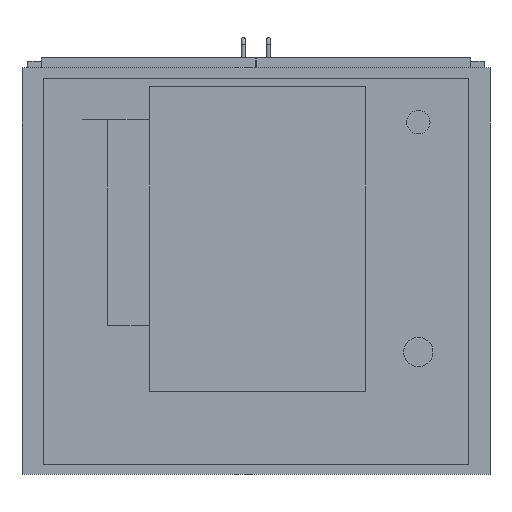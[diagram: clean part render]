
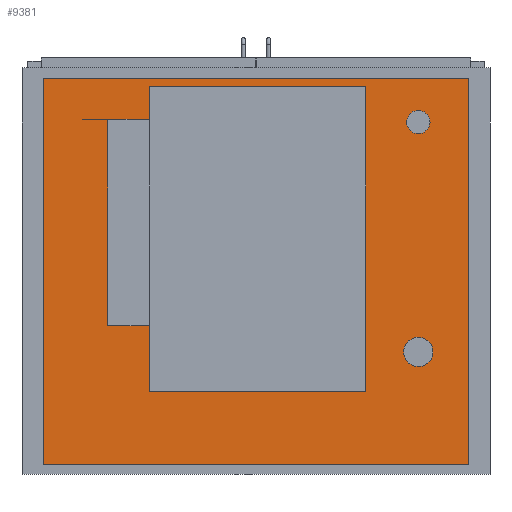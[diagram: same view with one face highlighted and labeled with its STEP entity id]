
A CAD part, front view. The second image highlights one B-rep face of the part: STEP entity #9381.
In plain terms, the highlighted planar face has unit normal (0, -1, 0).
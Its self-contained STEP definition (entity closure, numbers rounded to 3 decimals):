
#145=FACE_BOUND('',#1059,.T.);
#146=FACE_BOUND('',#1060,.T.);
#165=CIRCLE('',#10017,20.);
#167=CIRCLE('',#10021,25.);
#477=FACE_OUTER_BOUND('',#1058,.T.);
#1058=EDGE_LOOP('',(#6305,#6306,#6307,#6308));
#1059=EDGE_LOOP('',(#6309));
#1060=EDGE_LOOP('',(#6310));
#1682=LINE('',#13618,#2834);
#1684=LINE('',#13622,#2836);
#1686=LINE('',#13626,#2838);
#1688=LINE('',#13629,#2840);
#2834=VECTOR('',#10897,10.);
#2836=VECTOR('',#10901,10.);
#2838=VECTOR('',#10905,10.);
#2840=VECTOR('',#10909,10.);
#3948=VERTEX_POINT('',#13544);
#3950=VERTEX_POINT('',#13551);
#3971=VERTEX_POINT('',#13615);
#3972=VERTEX_POINT('',#13617);
#3973=VERTEX_POINT('',#13621);
#3974=VERTEX_POINT('',#13625);
#4853=EDGE_CURVE('',#3948,#3948,#165,.T.);
#4856=EDGE_CURVE('',#3950,#3950,#167,.T.);
#4886=EDGE_CURVE('',#3972,#3971,#1682,.T.);
#4888=EDGE_CURVE('',#3973,#3972,#1684,.T.);
#4890=EDGE_CURVE('',#3974,#3973,#1686,.T.);
#4892=EDGE_CURVE('',#3971,#3974,#1688,.T.);
#6305=ORIENTED_EDGE('',*,*,#4892,.T.);
#6306=ORIENTED_EDGE('',*,*,#4890,.T.);
#6307=ORIENTED_EDGE('',*,*,#4888,.T.);
#6308=ORIENTED_EDGE('',*,*,#4886,.T.);
#6309=ORIENTED_EDGE('',*,*,#4853,.T.);
#6310=ORIENTED_EDGE('',*,*,#4856,.T.);
#8908=PLANE('',#10038);
#9381=ADVANCED_FACE('',(#477,#145,#146),#8908,.T.);
#10017=AXIS2_PLACEMENT_3D('',#13546,#10831,#10832);
#10021=AXIS2_PLACEMENT_3D('',#13553,#10840,#10841);
#10038=AXIS2_PLACEMENT_3D('',#13630,#10910,#10911);
#10831=DIRECTION('center_axis',(0.,1.,0.));
#10832=DIRECTION('ref_axis',(1.,0.,0.));
#10840=DIRECTION('center_axis',(0.,1.,0.));
#10841=DIRECTION('ref_axis',(1.,0.,0.));
#10897=DIRECTION('',(-1.,0.,0.));
#10901=DIRECTION('',(0.,0.,1.));
#10905=DIRECTION('',(1.,0.,0.));
#10909=DIRECTION('',(0.,0.,-1.));
#10910=DIRECTION('center_axis',(0.,-1.,0.));
#10911=DIRECTION('ref_axis',(0.,0.,-1.));
#13544=CARTESIAN_POINT('',(257.5,-370.,255.));
#13546=CARTESIAN_POINT('Origin',(277.5,-370.,255.));
#13551=CARTESIAN_POINT('',(252.5,-370.,-138.));
#13553=CARTESIAN_POINT('Origin',(277.5,-370.,-138.));
#13615=CARTESIAN_POINT('',(-362.5,-370.,330.));
#13617=CARTESIAN_POINT('',(362.5,-370.,330.));
#13618=CARTESIAN_POINT('',(-362.5,-370.,330.));
#13621=CARTESIAN_POINT('',(362.5,-370.,-330.));
#13622=CARTESIAN_POINT('',(362.5,-370.,330.));
#13625=CARTESIAN_POINT('',(-362.5,-370.,-330.));
#13626=CARTESIAN_POINT('',(362.5,-370.,-330.));
#13629=CARTESIAN_POINT('',(-362.5,-370.,-330.));
#13630=CARTESIAN_POINT('Origin',(0.,-370.,0.));
